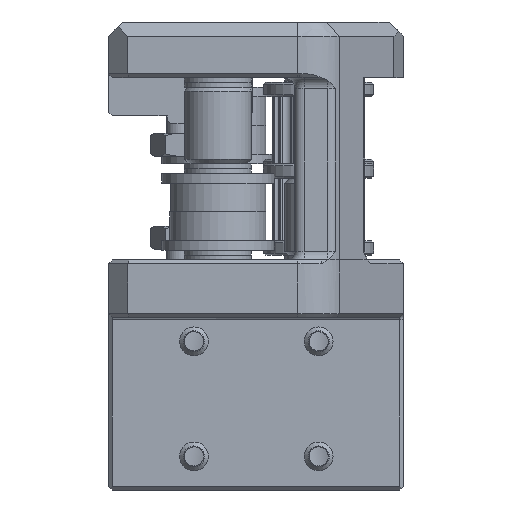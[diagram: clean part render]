
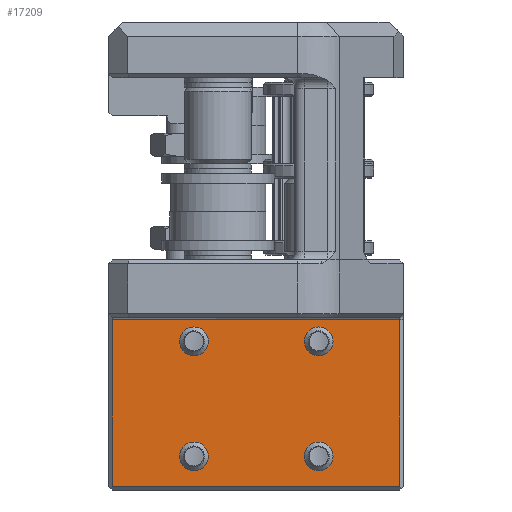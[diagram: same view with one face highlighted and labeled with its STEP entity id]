
A CAD part, left-side view. The second image highlights one B-rep face of the part: STEP entity #17209.
In plain terms, the highlighted planar face has unit normal (-1, 0, 0).
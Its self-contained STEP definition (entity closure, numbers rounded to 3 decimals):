
#1516=FACE_BOUND('',#3180,.T.);
#1517=FACE_BOUND('',#3181,.T.);
#1518=FACE_BOUND('',#3182,.T.);
#1519=FACE_BOUND('',#3183,.T.);
#1694=PLANE('',#18618);
#2128=FACE_OUTER_BOUND('',#3179,.T.);
#3179=EDGE_LOOP('',(#12579,#12580,#12581,#12582));
#3180=EDGE_LOOP('',(#12583));
#3181=EDGE_LOOP('',(#12584));
#3182=EDGE_LOOP('',(#12585));
#3183=EDGE_LOOP('',(#12586));
#4392=LINE('',#26485,#5642);
#4407=LINE('',#27691,#5657);
#4408=LINE('',#27692,#5658);
#4409=LINE('',#27693,#5659);
#5642=VECTOR('',#21143,1000.);
#5657=VECTOR('',#21208,1000.);
#5658=VECTOR('',#21209,1000.);
#5659=VECTOR('',#21210,1000.);
#6731=CIRCLE('',#18582,1.5);
#6733=CIRCLE('',#18585,1.5);
#6735=CIRCLE('',#18588,1.5);
#6751=CIRCLE('',#18619,1.5);
#7711=VERTEX_POINT('',#26457);
#7713=VERTEX_POINT('',#26463);
#7715=VERTEX_POINT('',#26469);
#7719=VERTEX_POINT('',#26483);
#7720=VERTEX_POINT('',#26484);
#7747=VERTEX_POINT('',#27689);
#7748=VERTEX_POINT('',#27690);
#7749=VERTEX_POINT('',#27694);
#9507=EDGE_CURVE('',#7711,#7711,#6731,.T.);
#9510=EDGE_CURVE('',#7713,#7713,#6733,.T.);
#9513=EDGE_CURVE('',#7715,#7715,#6735,.T.);
#9519=EDGE_CURVE('',#7719,#7720,#4392,.T.);
#9556=EDGE_CURVE('',#7747,#7748,#4407,.T.);
#9557=EDGE_CURVE('',#7748,#7719,#4408,.T.);
#9558=EDGE_CURVE('',#7720,#7747,#4409,.T.);
#9559=EDGE_CURVE('',#7749,#7749,#6751,.T.);
#12579=ORIENTED_EDGE('',*,*,#9556,.T.);
#12580=ORIENTED_EDGE('',*,*,#9557,.T.);
#12581=ORIENTED_EDGE('',*,*,#9519,.T.);
#12582=ORIENTED_EDGE('',*,*,#9558,.T.);
#12583=ORIENTED_EDGE('',*,*,#9513,.T.);
#12584=ORIENTED_EDGE('',*,*,#9510,.T.);
#12585=ORIENTED_EDGE('',*,*,#9559,.T.);
#12586=ORIENTED_EDGE('',*,*,#9507,.T.);
#17209=ADVANCED_FACE('',(#2128,#1516,#1517,#1518,#1519),#1694,.T.);
#18582=AXIS2_PLACEMENT_3D('',#26459,#21114,#21115);
#18585=AXIS2_PLACEMENT_3D('',#26465,#21121,#21122);
#18588=AXIS2_PLACEMENT_3D('',#26471,#21128,#21129);
#18618=AXIS2_PLACEMENT_3D('',#27688,#21206,#21207);
#18619=AXIS2_PLACEMENT_3D('',#27695,#21211,#21212);
#21114=DIRECTION('center_axis',(1.,0.,0.));
#21115=DIRECTION('ref_axis',(0.,-1.,0.));
#21121=DIRECTION('center_axis',(1.,0.,0.));
#21122=DIRECTION('ref_axis',(0.,-1.,0.));
#21128=DIRECTION('center_axis',(1.,0.,0.));
#21129=DIRECTION('ref_axis',(0.,-1.,0.));
#21143=DIRECTION('',(0.,1.,0.));
#21206=DIRECTION('center_axis',(-1.,0.,0.));
#21207=DIRECTION('ref_axis',(0.,-1.,0.));
#21208=DIRECTION('',(0.,-1.,0.));
#21209=DIRECTION('',(0.,0.,1.));
#21210=DIRECTION('',(0.,0.,-1.));
#21211=DIRECTION('center_axis',(1.,0.,0.));
#21212=DIRECTION('ref_axis',(0.,-1.,0.));
#26457=CARTESIAN_POINT('',(-91.998,2.889,247.7));
#26459=CARTESIAN_POINT('Origin',(-91.998,1.389,247.7));
#26463=CARTESIAN_POINT('',(-91.998,-10.111,235.7));
#26465=CARTESIAN_POINT('Origin',(-91.998,-11.611,235.7));
#26469=CARTESIAN_POINT('',(-91.998,2.889,235.7));
#26471=CARTESIAN_POINT('Origin',(-91.998,1.389,235.7));
#26483=CARTESIAN_POINT('',(-91.998,-20.051,249.95));
#26484=CARTESIAN_POINT('',(-91.998,9.889,249.95));
#26485=CARTESIAN_POINT('',(-91.998,11.854,249.95));
#27688=CARTESIAN_POINT('Origin',(-91.998,11.854,199.553));
#27689=CARTESIAN_POINT('',(-91.998,9.889,232.6));
#27690=CARTESIAN_POINT('',(-91.998,-20.051,232.6));
#27691=CARTESIAN_POINT('',(-91.998,-20.451,232.6));
#27692=CARTESIAN_POINT('',(-91.998,-20.051,249.95));
#27693=CARTESIAN_POINT('',(-91.998,9.889,233.2));
#27694=CARTESIAN_POINT('',(-91.998,-10.111,247.7));
#27695=CARTESIAN_POINT('Origin',(-91.998,-11.611,247.7));
